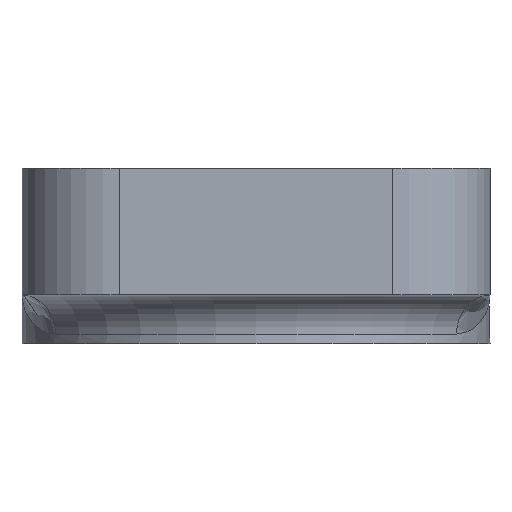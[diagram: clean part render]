
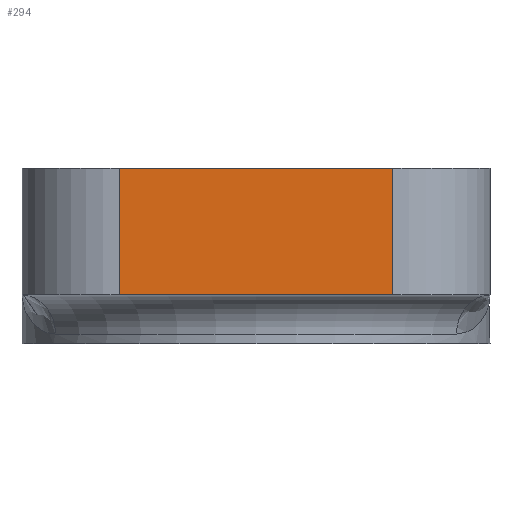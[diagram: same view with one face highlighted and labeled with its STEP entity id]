
A CAD part, front view. The second image highlights one B-rep face of the part: STEP entity #294.
In plain terms, the highlighted planar face has unit normal (0, -1, 0).
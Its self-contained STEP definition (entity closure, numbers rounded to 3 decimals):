
#24 = VERTEX_POINT('',#25);
#25 = CARTESIAN_POINT('',(-7.,-19.,2.5));
#58 = VERTEX_POINT('',#59);
#59 = CARTESIAN_POINT('',(7.,-19.,2.5));
#66 = EDGE_CURVE('',#24,#58,#67,.T.);
#67 = LINE('',#68,#69);
#68 = CARTESIAN_POINT('',(0.,-19.,2.5));
#69 = VECTOR('',#70,1.);
#70 = DIRECTION('',(1.,0.,0.));
#103 = VERTEX_POINT('',#104);
#104 = CARTESIAN_POINT('',(-7.,-19.,9.));
#120 = EDGE_CURVE('',#24,#103,#121,.T.);
#121 = LINE('',#122,#123);
#122 = CARTESIAN_POINT('',(-7.,-19.,7.375));
#123 = VECTOR('',#124,1.);
#124 = DIRECTION('',(0.,0.,1.));
#294 = ADVANCED_FACE('',(#295),#313,.T.);
#295 = FACE_BOUND('',#296,.T.);
#296 = EDGE_LOOP('',(#297,#298,#299,#307));
#297 = ORIENTED_EDGE('',*,*,#120,.F.);
#298 = ORIENTED_EDGE('',*,*,#66,.T.);
#299 = ORIENTED_EDGE('',*,*,#300,.F.);
#300 = EDGE_CURVE('',#301,#58,#303,.T.);
#301 = VERTEX_POINT('',#302);
#302 = CARTESIAN_POINT('',(7.,-19.,9.));
#303 = LINE('',#304,#305);
#304 = CARTESIAN_POINT('',(7.,-19.,7.375));
#305 = VECTOR('',#306,1.);
#306 = DIRECTION('',(0.,0.,-1.));
#307 = ORIENTED_EDGE('',*,*,#308,.F.);
#308 = EDGE_CURVE('',#103,#301,#309,.T.);
#309 = LINE('',#310,#311);
#310 = CARTESIAN_POINT('',(0.,-19.,9.));
#311 = VECTOR('',#312,1.);
#312 = DIRECTION('',(1.,0.,0.));
#313 = PLANE('',#314);
#314 = AXIS2_PLACEMENT_3D('',#315,#316,#317);
#315 = CARTESIAN_POINT('',(0.,-19.,9.));
#316 = DIRECTION('',(0.,-1.,0.));
#317 = DIRECTION('',(0.,0.,-1.));
